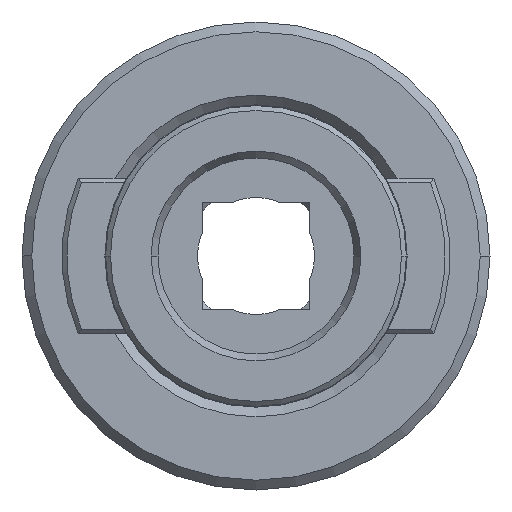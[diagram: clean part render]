
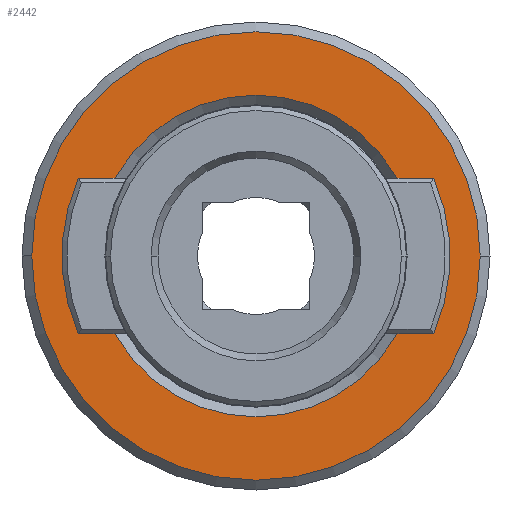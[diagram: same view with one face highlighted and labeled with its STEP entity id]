
A CAD part, left-side view. The second image highlights one B-rep face of the part: STEP entity #2442.
In plain terms, the highlighted planar face has unit normal (-1, 0, 0).
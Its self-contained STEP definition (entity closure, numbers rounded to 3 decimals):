
#2229=CARTESIAN_POINT('',(0.,0.,0.));
#2230=DIRECTION('',(-1.,0.,0.));
#2231=DIRECTION('',(0.,-1.,0.));
#2232=AXIS2_PLACEMENT_3D('',#2229,#2230,#2231);
#2234=CARTESIAN_POINT('',(0.,0.,0.));
#2235=DIRECTION('',(-1.,0.,0.));
#2236=DIRECTION('',(0.,1.,0.));
#2237=AXIS2_PLACEMENT_3D('',#2234,#2235,#2236);
#2239=CARTESIAN_POINT('',(0.,0.,0.));
#2240=DIRECTION('',(-1.,0.,0.));
#2241=DIRECTION('',(0.,1.,0.));
#2242=AXIS2_PLACEMENT_3D('',#2239,#2240,#2241);
#2244=CARTESIAN_POINT('',(0.,0.,0.));
#2245=DIRECTION('',(-1.,0.,0.));
#2246=DIRECTION('',(0.,-1.,0.));
#2247=AXIS2_PLACEMENT_3D('',#2244,#2245,#2246);
#2305=CARTESIAN_POINT('',(0.,-16.5,0.));
#2306=CARTESIAN_POINT('',(0.,16.5,0.));
#2307=VERTEX_POINT('',#2305);
#2308=VERTEX_POINT('',#2306);
#2309=CARTESIAN_POINT('',(0.,23.,0.));
#2310=CARTESIAN_POINT('',(0.,-23.,0.));
#2311=VERTEX_POINT('',#2309);
#2312=VERTEX_POINT('',#2310);
#2427=CARTESIAN_POINT('',(0.,0.,0.));
#2428=DIRECTION('',(1.,0.,0.));
#2429=DIRECTION('',(0.,-1.,0.));
#2430=AXIS2_PLACEMENT_3D('',#2427,#2428,#2429);
#2431=PLANE('',#2430);
#2433=ORIENTED_EDGE('',*,*,#2432,.F.);
#2435=ORIENTED_EDGE('',*,*,#2434,.F.);
#2436=EDGE_LOOP('',(#2433,#2435));
#2437=FACE_OUTER_BOUND('',#2436,.F.);
#2438=ORIENTED_EDGE('',*,*,#2407,.T.);
#2439=ORIENTED_EDGE('',*,*,#2421,.T.);
#2440=EDGE_LOOP('',(#2438,#2439));
#2441=FACE_BOUND('',#2440,.F.);
#2442=ADVANCED_FACE('',(#2437,#2441),#2431,.F.);
#2233=CIRCLE('',#2232,16.5);
#2238=CIRCLE('',#2237,16.5);
#2243=CIRCLE('',#2242,23.);
#2248=CIRCLE('',#2247,23.);
#2407=EDGE_CURVE('',#2307,#2308,#2233,.T.);
#2421=EDGE_CURVE('',#2308,#2307,#2238,.T.);
#2432=EDGE_CURVE('',#2311,#2312,#2243,.T.);
#2434=EDGE_CURVE('',#2312,#2311,#2248,.T.);
